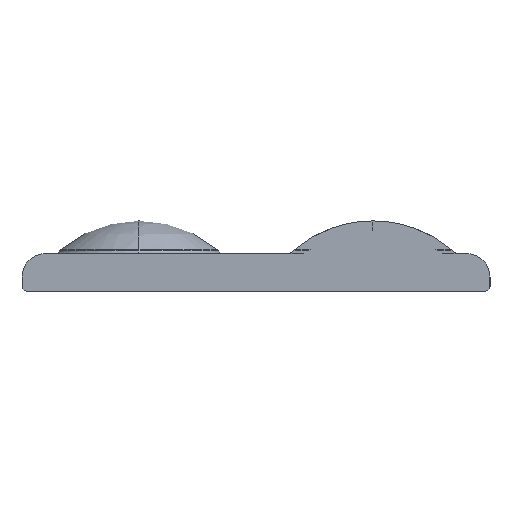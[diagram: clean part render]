
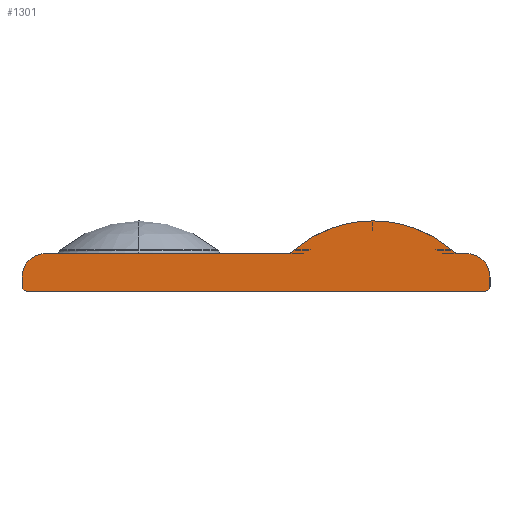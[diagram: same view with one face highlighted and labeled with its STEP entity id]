
A CAD part, left-side view. The second image highlights one B-rep face of the part: STEP entity #1301.
In plain terms, the highlighted planar face has unit normal (-1, 0, 0).
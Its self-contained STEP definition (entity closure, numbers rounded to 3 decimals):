
#209=CARTESIAN_POINT('Vertex',(-1250.,734.,10.)) ;
#212=CARTESIAN_POINT('Line Origine',(-1250.,707.919,10.)) ;
#216=CARTESIAN_POINT('Vertex',(-1250.,681.837,10.)) ;
#230=CARTESIAN_POINT('Vertex',(-1250.,646.163,10.)) ;
#233=CARTESIAN_POINT('Line Origine',(-1250.,645.081,10.)) ;
#237=CARTESIAN_POINT('Vertex',(-1250.,644.,10.)) ;
#1128=CARTESIAN_POINT('Axis2P3D Location',(-1250.,644.,5.)) ;
#1132=CARTESIAN_POINT('Vertex',(-1250.,639.,5.)) ;
#1154=CARTESIAN_POINT('Axis2P3D Location',(-1250.,-779.,0.)) ;
#1160=CARTESIAN_POINT('Control Point',(-1250.,647.36,10.978)) ;
#1161=CARTESIAN_POINT('Control Point',(-1250.,647.288,10.918)) ;
#1162=CARTESIAN_POINT('Control Point',(-1250.,647.223,10.849)) ;
#1163=CARTESIAN_POINT('Control Point',(-1250.,647.166,10.773)) ;
#1164=CARTESIAN_POINT('Control Point',(-1250.,647.119,10.691)) ;
#1165=CARTESIAN_POINT('Control Point',(-1250.,647.081,10.605)) ;
#1166=CARTESIAN_POINT('Vertex',(-1250.,647.36,10.978)) ;
#1168=CARTESIAN_POINT('Vertex',(-1250.,647.081,10.605)) ;
#1172=CARTESIAN_POINT('Control Point',(-1250.,647.36,10.978)) ;
#1173=CARTESIAN_POINT('Control Point',(-1250.,649.026,12.366)) ;
#1174=CARTESIAN_POINT('Control Point',(-1250.,650.838,13.58)) ;
#1175=CARTESIAN_POINT('Control Point',(-1250.,652.769,14.6)) ;
#1176=CARTESIAN_POINT('Control Point',(-1250.,656.13,15.948)) ;
#1177=CARTESIAN_POINT('Control Point',(-1250.,659.662,16.696)) ;
#1178=CARTESIAN_POINT('Control Point',(-1250.,661.085,16.896)) ;
#1179=CARTESIAN_POINT('Control Point',(-1250.,662.527,16.998)) ;
#1180=CARTESIAN_POINT('Control Point',(-1250.,663.97,17.)) ;
#1181=CARTESIAN_POINT('Control Point',(-1250.,663.98,17.)) ;
#1182=CARTESIAN_POINT('Control Point',(-1250.,663.99,17.)) ;
#1183=CARTESIAN_POINT('Control Point',(-1250.,664.,17.)) ;
#1184=CARTESIAN_POINT('Vertex',(-1250.,664.,17.)) ;
#1188=CARTESIAN_POINT('Control Point',(-1250.,680.64,10.978)) ;
#1189=CARTESIAN_POINT('Control Point',(-1250.,678.974,12.366)) ;
#1190=CARTESIAN_POINT('Control Point',(-1250.,677.162,13.58)) ;
#1191=CARTESIAN_POINT('Control Point',(-1250.,675.231,14.6)) ;
#1192=CARTESIAN_POINT('Control Point',(-1250.,671.87,15.948)) ;
#1193=CARTESIAN_POINT('Control Point',(-1250.,668.338,16.696)) ;
#1194=CARTESIAN_POINT('Control Point',(-1250.,666.915,16.896)) ;
#1195=CARTESIAN_POINT('Control Point',(-1250.,665.473,16.998)) ;
#1196=CARTESIAN_POINT('Control Point',(-1250.,664.03,17.)) ;
#1197=CARTESIAN_POINT('Control Point',(-1250.,664.02,17.)) ;
#1198=CARTESIAN_POINT('Control Point',(-1250.,664.01,17.)) ;
#1199=CARTESIAN_POINT('Control Point',(-1250.,664.,17.)) ;
#1200=CARTESIAN_POINT('Vertex',(-1250.,680.64,10.978)) ;
#1204=CARTESIAN_POINT('Control Point',(-1250.,680.919,10.605)) ;
#1205=CARTESIAN_POINT('Control Point',(-1250.,680.909,10.627)) ;
#1206=CARTESIAN_POINT('Control Point',(-1250.,680.899,10.649)) ;
#1207=CARTESIAN_POINT('Control Point',(-1250.,680.888,10.67)) ;
#1208=CARTESIAN_POINT('Control Point',(-1250.,680.843,10.753)) ;
#1209=CARTESIAN_POINT('Control Point',(-1250.,680.789,10.83)) ;
#1210=CARTESIAN_POINT('Control Point',(-1250.,680.744,10.884)) ;
#1211=CARTESIAN_POINT('Control Point',(-1250.,680.694,10.933)) ;
#1212=CARTESIAN_POINT('Control Point',(-1250.,680.64,10.978)) ;
#1213=CARTESIAN_POINT('Vertex',(-1250.,680.919,10.605)) ;
#1217=CARTESIAN_POINT('Control Point',(-1250.,681.837,10.)) ;
#1218=CARTESIAN_POINT('Control Point',(-1250.,681.744,10.)) ;
#1219=CARTESIAN_POINT('Control Point',(-1250.,681.65,10.011)) ;
#1220=CARTESIAN_POINT('Control Point',(-1250.,681.559,10.033)) ;
#1221=CARTESIAN_POINT('Control Point',(-1250.,681.382,10.097)) ;
#1222=CARTESIAN_POINT('Control Point',(-1250.,681.225,10.201)) ;
#1223=CARTESIAN_POINT('Control Point',(-1250.,681.153,10.262)) ;
#1224=CARTESIAN_POINT('Control Point',(-1250.,681.057,10.364)) ;
#1225=CARTESIAN_POINT('Control Point',(-1250.,680.98,10.481)) ;
#1226=CARTESIAN_POINT('Control Point',(-1250.,680.957,10.521)) ;
#1227=CARTESIAN_POINT('Control Point',(-1250.,680.937,10.562)) ;
#1228=CARTESIAN_POINT('Control Point',(-1250.,680.919,10.605)) ;
#1230=CARTESIAN_POINT('Axis2P3D Location',(-1250.,734.,5.)) ;
#1234=CARTESIAN_POINT('Vertex',(-1250.,739.,5.)) ;
#1237=CARTESIAN_POINT('Line Origine',(-1250.,739.,4.)) ;
#1241=CARTESIAN_POINT('Vertex',(-1250.,739.,3.)) ;
#1244=CARTESIAN_POINT('Axis2P3D Location',(-1250.,738.,3.)) ;
#1248=CARTESIAN_POINT('Vertex',(-1250.,738.,2.)) ;
#1251=CARTESIAN_POINT('Line Origine',(-1250.,689.,2.)) ;
#1255=CARTESIAN_POINT('Vertex',(-1250.,640.,2.)) ;
#1258=CARTESIAN_POINT('Axis2P3D Location',(-1250.,640.,3.)) ;
#1262=CARTESIAN_POINT('Vertex',(-1250.,639.,3.)) ;
#1265=CARTESIAN_POINT('Line Origine',(-1250.,639.,4.)) ;
#1271=CARTESIAN_POINT('Control Point',(-1250.,646.163,10.)) ;
#1272=CARTESIAN_POINT('Control Point',(-1250.,646.256,10.)) ;
#1273=CARTESIAN_POINT('Control Point',(-1250.,646.35,10.011)) ;
#1274=CARTESIAN_POINT('Control Point',(-1250.,646.441,10.033)) ;
#1275=CARTESIAN_POINT('Control Point',(-1250.,646.618,10.097)) ;
#1276=CARTESIAN_POINT('Control Point',(-1250.,646.775,10.201)) ;
#1277=CARTESIAN_POINT('Control Point',(-1250.,646.847,10.262)) ;
#1278=CARTESIAN_POINT('Control Point',(-1250.,646.943,10.364)) ;
#1279=CARTESIAN_POINT('Control Point',(-1250.,647.02,10.481)) ;
#1280=CARTESIAN_POINT('Control Point',(-1250.,647.043,10.521)) ;
#1281=CARTESIAN_POINT('Control Point',(-1250.,647.063,10.562)) ;
#1282=CARTESIAN_POINT('Control Point',(-1250.,647.081,10.605)) ;
#213=DIRECTION('Vector Direction',(0.,1.,0.)) ;
#234=DIRECTION('Vector Direction',(0.,1.,0.)) ;
#1129=DIRECTION('Axis2P3D Direction',(1.,0.,0.)) ;
#1155=DIRECTION('Axis2P3D Direction',(1.,0.,0.)) ;
#1156=DIRECTION('Axis2P3D XDirection',(0.,1.,0.)) ;
#1231=DIRECTION('Axis2P3D Direction',(1.,0.,0.)) ;
#1238=DIRECTION('Vector Direction',(0.,0.,-1.)) ;
#1245=DIRECTION('Axis2P3D Direction',(1.,0.,0.)) ;
#1252=DIRECTION('Vector Direction',(0.,-1.,0.)) ;
#1259=DIRECTION('Axis2P3D Direction',(1.,0.,0.)) ;
#1266=DIRECTION('Vector Direction',(0.,0.,1.)) ;
#1130=AXIS2_PLACEMENT_3D('Circle Axis2P3D',#1128,#1129,$) ;
#1157=AXIS2_PLACEMENT_3D('Plane Axis2P3D',#1154,#1155,#1156) ;
#1232=AXIS2_PLACEMENT_3D('Circle Axis2P3D',#1230,#1231,$) ;
#1246=AXIS2_PLACEMENT_3D('Circle Axis2P3D',#1244,#1245,$) ;
#1260=AXIS2_PLACEMENT_3D('Circle Axis2P3D',#1258,#1259,$) ;
#1285=ORIENTED_EDGE('',*,*,#1170,.F.) ;
#1286=ORIENTED_EDGE('',*,*,#1186,.T.) ;
#1287=ORIENTED_EDGE('',*,*,#1202,.F.) ;
#1288=ORIENTED_EDGE('',*,*,#1215,.F.) ;
#1289=ORIENTED_EDGE('',*,*,#1229,.F.) ;
#1290=ORIENTED_EDGE('',*,*,#218,.T.) ;
#1291=ORIENTED_EDGE('',*,*,#1236,.F.) ;
#1292=ORIENTED_EDGE('',*,*,#1243,.T.) ;
#1293=ORIENTED_EDGE('',*,*,#1250,.F.) ;
#1294=ORIENTED_EDGE('',*,*,#1257,.T.) ;
#1295=ORIENTED_EDGE('',*,*,#1264,.F.) ;
#1296=ORIENTED_EDGE('',*,*,#1269,.T.) ;
#1297=ORIENTED_EDGE('',*,*,#1134,.F.) ;
#1298=ORIENTED_EDGE('',*,*,#239,.T.) ;
#1299=ORIENTED_EDGE('',*,*,#1283,.T.) ;
#214=VECTOR('Line Direction',#213,1.) ;
#235=VECTOR('Line Direction',#234,1.) ;
#1239=VECTOR('Line Direction',#1238,1.) ;
#1253=VECTOR('Line Direction',#1252,1.) ;
#1267=VECTOR('Line Direction',#1266,1.) ;
#1301=ADVANCED_FACE('Corps de pi\X2\00E8\X0\ce.2',(#1300),#1158,.F.) ;
#1159=B_SPLINE_CURVE_WITH_KNOTS('',5,(#1160,#1161,#1162,#1163,#1164,#1165),.UNSPECIFIED.,.F.,.U.,(6,6),(0.,0.665),.UNSPECIFIED.) ;
#1171=B_SPLINE_CURVE_WITH_KNOTS('',5,(#1172,#1173,#1174,#1175,#1176,#1177,#1178,#1179,#1180,#1181,#1182,#1183),.UNSPECIFIED.,.F.,.U.,(6,3,3,6),(0.,15.336,25.465,25.536),.UNSPECIFIED.) ;
#1187=B_SPLINE_CURVE_WITH_KNOTS('',5,(#1188,#1189,#1190,#1191,#1192,#1193,#1194,#1195,#1196,#1197,#1198,#1199),.UNSPECIFIED.,.F.,.U.,(6,3,3,6),(0.,15.336,25.465,25.536),.UNSPECIFIED.) ;
#1203=B_SPLINE_CURVE_WITH_KNOTS('',5,(#1204,#1205,#1206,#1207,#1208,#1209,#1210,#1211,#1212),.UNSPECIFIED.,.F.,.U.,(6,3,6),(0.575,0.745,1.239),.UNSPECIFIED.) ;
#1216=B_SPLINE_CURVE_WITH_KNOTS('',5,(#1217,#1218,#1219,#1220,#1221,#1222,#1223,#1224,#1225,#1226,#1227,#1228),.UNSPECIFIED.,.F.,.U.,(6,3,3,6),(0.,0.66,1.321,1.647),.UNSPECIFIED.) ;
#1270=B_SPLINE_CURVE_WITH_KNOTS('',5,(#1271,#1272,#1273,#1274,#1275,#1276,#1277,#1278,#1279,#1280,#1281,#1282),.UNSPECIFIED.,.F.,.U.,(6,3,3,6),(0.,0.66,1.321,1.647),.UNSPECIFIED.) ;
#1131=CIRCLE('generated circle',#1130,5.) ;
#1233=CIRCLE('generated circle',#1232,5.) ;
#1247=CIRCLE('generated circle',#1246,1.) ;
#1261=CIRCLE('generated circle',#1260,1.) ;
#218=EDGE_CURVE('',#217,#210,#215,.T.) ;
#239=EDGE_CURVE('',#238,#231,#236,.T.) ;
#1134=EDGE_CURVE('',#238,#1133,#1131,.T.) ;
#1170=EDGE_CURVE('',#1167,#1169,#1159,.T.) ;
#1186=EDGE_CURVE('',#1167,#1185,#1171,.T.) ;
#1202=EDGE_CURVE('',#1201,#1185,#1187,.T.) ;
#1215=EDGE_CURVE('',#1214,#1201,#1203,.T.) ;
#1229=EDGE_CURVE('',#217,#1214,#1216,.T.) ;
#1236=EDGE_CURVE('',#1235,#210,#1233,.T.) ;
#1243=EDGE_CURVE('',#1235,#1242,#1240,.T.) ;
#1250=EDGE_CURVE('',#1249,#1242,#1247,.T.) ;
#1257=EDGE_CURVE('',#1249,#1256,#1254,.T.) ;
#1264=EDGE_CURVE('',#1263,#1256,#1261,.T.) ;
#1269=EDGE_CURVE('',#1263,#1133,#1268,.T.) ;
#1283=EDGE_CURVE('',#231,#1169,#1270,.T.) ;
#1284=EDGE_LOOP('',(#1285,#1286,#1287,#1288,#1289,#1290,#1291,#1292,#1293,#1294,#1295,#1296,#1297,#1298,#1299)) ;
#1300=FACE_OUTER_BOUND('',#1284,.T.) ;
#215=LINE('Line',#212,#214) ;
#236=LINE('Line',#233,#235) ;
#1240=LINE('Line',#1237,#1239) ;
#1254=LINE('Line',#1251,#1253) ;
#1268=LINE('Line',#1265,#1267) ;
#1158=PLANE('Plane',#1157) ;
#210=VERTEX_POINT('',#209) ;
#217=VERTEX_POINT('',#216) ;
#231=VERTEX_POINT('',#230) ;
#238=VERTEX_POINT('',#237) ;
#1133=VERTEX_POINT('',#1132) ;
#1167=VERTEX_POINT('',#1166) ;
#1169=VERTEX_POINT('',#1168) ;
#1185=VERTEX_POINT('',#1184) ;
#1201=VERTEX_POINT('',#1200) ;
#1214=VERTEX_POINT('',#1213) ;
#1235=VERTEX_POINT('',#1234) ;
#1242=VERTEX_POINT('',#1241) ;
#1249=VERTEX_POINT('',#1248) ;
#1256=VERTEX_POINT('',#1255) ;
#1263=VERTEX_POINT('',#1262) ;
